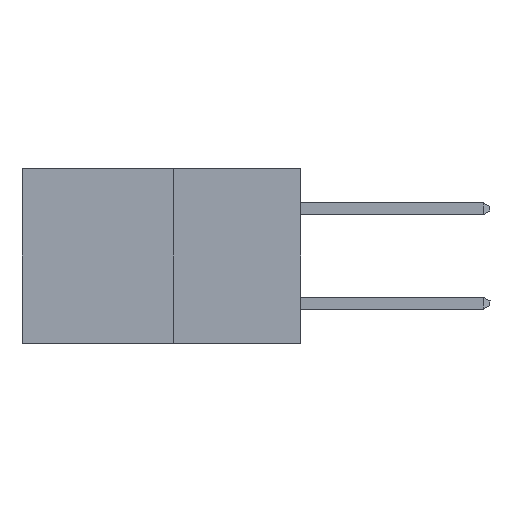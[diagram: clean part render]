
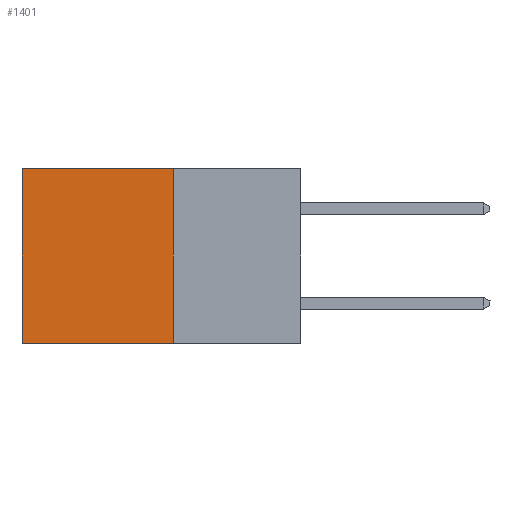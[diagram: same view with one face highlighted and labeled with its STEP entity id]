
A CAD part, left-side view. The second image highlights one B-rep face of the part: STEP entity #1401.
In plain terms, the highlighted planar face has unit normal (-1, 0, 0).
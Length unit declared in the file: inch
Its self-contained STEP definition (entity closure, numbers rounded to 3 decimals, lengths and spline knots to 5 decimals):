
#260 = VECTOR ( 'NONE', #4532, 39.37008 ) ;
#625 = CARTESIAN_POINT ( 'NONE',  ( 0.277, 0.59, -0.37 ) ) ;
#1353 = FACE_OUTER_BOUND ( 'NONE', #7266, .T. ) ;
#1370 = VERTEX_POINT ( 'NONE', #8025 ) ;
#1401 = ADVANCED_FACE ( 'NONE', ( #1353 ), #5562, .F. ) ;
#1742 = ORIENTED_EDGE ( 'NONE', *, *, #7741, .T. ) ;
#2146 = LINE ( 'NONE', #6739, #8524 ) ;
#2806 = CARTESIAN_POINT ( 'NONE',  ( 0.277, 0.59, -0.37 ) ) ;
#3403 = VERTEX_POINT ( 'NONE', #625 ) ;
#4516 = DIRECTION ( 'NONE',  ( 0., 0., -1. ) ) ;
#4526 = LINE ( 'NONE', #5338, #6456 ) ;
#4532 = DIRECTION ( 'NONE',  ( 0., 0., -1. ) ) ;
#4609 = CARTESIAN_POINT ( 'NONE',  ( 0.277, 0.59, 0. ) ) ;
#4728 = EDGE_CURVE ( 'NONE', #8880, #3403, #8655, .T. ) ;
#4910 = DIRECTION ( 'NONE',  ( 0., 0., -1. ) ) ;
#4930 = DIRECTION ( 'NONE',  ( 1., 0., 0. ) ) ;
#5117 = DIRECTION ( 'NONE',  ( 0., 1., 0. ) ) ;
#5175 = CARTESIAN_POINT ( 'NONE',  ( 0.277, 0.27, -0.37 ) ) ;
#5338 = CARTESIAN_POINT ( 'NONE',  ( 0.277, 0.27, -0.37 ) ) ;
#5562 = PLANE ( 'NONE',  #9856 ) ;
#5623 = VERTEX_POINT ( 'NONE', #4609 ) ;
#6456 = VECTOR ( 'NONE', #4516, 39.37008 ) ;
#6739 = CARTESIAN_POINT ( 'NONE',  ( 0.277, 0.27, 0. ) ) ;
#7095 = DIRECTION ( 'NONE',  ( 0., 1., 0. ) ) ;
#7166 = LINE ( 'NONE', #2806, #260 ) ;
#7266 = EDGE_LOOP ( 'NONE', ( #8835, #8255, #7730, #1742 ) ) ;
#7730 = ORIENTED_EDGE ( 'NONE', *, *, #9043, .F. ) ;
#7741 = EDGE_CURVE ( 'NONE', #1370, #5623, #2146, .T. ) ;
#7959 = CARTESIAN_POINT ( 'NONE',  ( 0.277, 0.27, -0.37 ) ) ;
#8025 = CARTESIAN_POINT ( 'NONE',  ( 0.277, 0.27, 0. ) ) ;
#8255 = ORIENTED_EDGE ( 'NONE', *, *, #4728, .F. ) ;
#8464 = CARTESIAN_POINT ( 'NONE',  ( 0.277, 0.27, -0.37 ) ) ;
#8524 = VECTOR ( 'NONE', #5117, 39.37008 ) ;
#8655 = LINE ( 'NONE', #7959, #10561 ) ;
#8835 = ORIENTED_EDGE ( 'NONE', *, *, #10613, .T. ) ;
#8880 = VERTEX_POINT ( 'NONE', #8464 ) ;
#9043 = EDGE_CURVE ( 'NONE', #1370, #8880, #4526, .T. ) ;
#9856 = AXIS2_PLACEMENT_3D ( 'NONE', #5175, #4930, #4910 ) ;
#10561 = VECTOR ( 'NONE', #7095, 39.37008 ) ;
#10613 = EDGE_CURVE ( 'NONE', #5623, #3403, #7166, .T. ) ;
